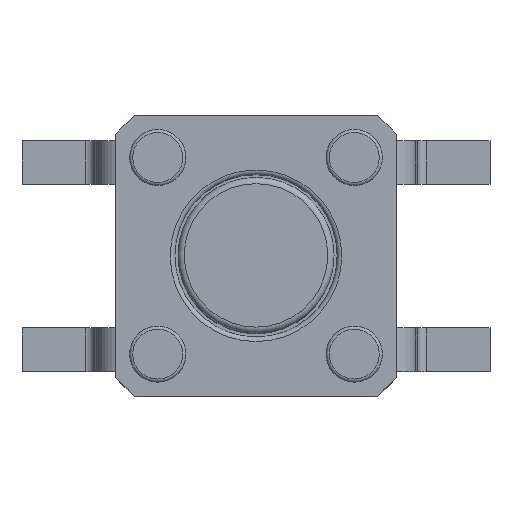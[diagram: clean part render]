
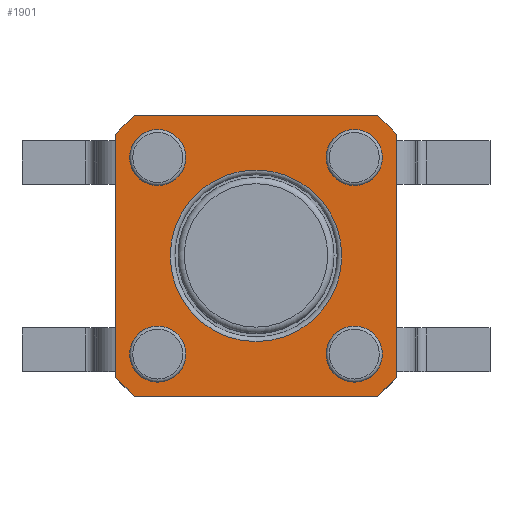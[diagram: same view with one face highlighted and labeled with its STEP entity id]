
A CAD part, top view. The second image highlights one B-rep face of the part: STEP entity #1901.
In plain terms, the highlighted planar face has unit normal (0, 0, 1).
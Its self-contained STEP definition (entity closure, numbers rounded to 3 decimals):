
#867 = VERTEX_POINT('',#868);
#868 = CARTESIAN_POINT('',(2.25,-1.95,3.));
#874 = EDGE_CURVE('',#867,#875,#877,.T.);
#875 = VERTEX_POINT('',#876);
#876 = CARTESIAN_POINT('',(1.95,-2.25,3.));
#877 = LINE('',#878,#879);
#878 = CARTESIAN_POINT('',(2.1,-2.1,3.));
#879 = VECTOR('',#880,1.);
#880 = DIRECTION('',(-0.707,-0.707,0.));
#898 = VERTEX_POINT('',#899);
#899 = CARTESIAN_POINT('',(-1.95,-2.25,3.));
#905 = EDGE_CURVE('',#898,#875,#906,.T.);
#906 = LINE('',#907,#908);
#907 = CARTESIAN_POINT('',(-2.25,-2.25,3.));
#908 = VECTOR('',#909,1.);
#909 = DIRECTION('',(1.,0.,0.));
#922 = VERTEX_POINT('',#923);
#923 = CARTESIAN_POINT('',(-2.25,-1.95,3.));
#929 = EDGE_CURVE('',#922,#898,#930,.T.);
#930 = LINE('',#931,#932);
#931 = CARTESIAN_POINT('',(-2.1,-2.1,3.));
#932 = VECTOR('',#933,1.);
#933 = DIRECTION('',(0.707,-0.707,0.));
#970 = VERTEX_POINT('',#971);
#971 = CARTESIAN_POINT('',(-2.25,1.95,3.));
#977 = EDGE_CURVE('',#970,#922,#978,.T.);
#978 = LINE('',#979,#980);
#979 = CARTESIAN_POINT('',(-2.25,2.25,3.));
#980 = VECTOR('',#981,1.);
#981 = DIRECTION('',(0.,-1.,0.));
#1394 = VERTEX_POINT('',#1395);
#1395 = CARTESIAN_POINT('',(-1.95,2.25,3.));
#1401 = EDGE_CURVE('',#1394,#970,#1402,.T.);
#1402 = LINE('',#1403,#1404);
#1403 = CARTESIAN_POINT('',(-2.1,2.1,3.));
#1404 = VECTOR('',#1405,1.);
#1405 = DIRECTION('',(-0.707,-0.707,0.));
#1418 = VERTEX_POINT('',#1419);
#1419 = CARTESIAN_POINT('',(1.95,2.25,3.));
#1425 = EDGE_CURVE('',#1418,#1394,#1426,.T.);
#1426 = LINE('',#1427,#1428);
#1427 = CARTESIAN_POINT('',(2.25,2.25,3.));
#1428 = VECTOR('',#1429,1.);
#1429 = DIRECTION('',(-1.,0.,0.));
#1442 = VERTEX_POINT('',#1443);
#1443 = CARTESIAN_POINT('',(2.25,1.95,3.));
#1449 = EDGE_CURVE('',#1442,#1418,#1450,.T.);
#1450 = LINE('',#1451,#1452);
#1451 = CARTESIAN_POINT('',(2.1,2.1,3.));
#1452 = VECTOR('',#1453,1.);
#1453 = DIRECTION('',(-0.707,0.707,0.));
#1490 = EDGE_CURVE('',#867,#1442,#1491,.T.);
#1491 = LINE('',#1492,#1493);
#1492 = CARTESIAN_POINT('',(2.25,-2.25,3.));
#1493 = VECTOR('',#1494,1.);
#1494 = DIRECTION('',(0.,1.,0.));
#1901 = ADVANCED_FACE('',(#1902,#1912,#1923,#1934,#1945,#1956),#1967,.T.
);
#1902 = FACE_BOUND('',#1903,.T.);
#1903 = EDGE_LOOP('',(#1904,#1905,#1906,#1907,#1908,#1909,#1910,#1911));
#1904 = ORIENTED_EDGE('',*,*,#1490,.T.);
#1905 = ORIENTED_EDGE('',*,*,#1449,.T.);
#1906 = ORIENTED_EDGE('',*,*,#1425,.T.);
#1907 = ORIENTED_EDGE('',*,*,#1401,.T.);
#1908 = ORIENTED_EDGE('',*,*,#977,.T.);
#1909 = ORIENTED_EDGE('',*,*,#929,.T.);
#1910 = ORIENTED_EDGE('',*,*,#905,.T.);
#1911 = ORIENTED_EDGE('',*,*,#874,.F.);
#1912 = FACE_BOUND('',#1913,.T.);
#1913 = EDGE_LOOP('',(#1914));
#1914 = ORIENTED_EDGE('',*,*,#1915,.T.);
#1915 = EDGE_CURVE('',#1916,#1916,#1918,.T.);
#1916 = VERTEX_POINT('',#1917);
#1917 = CARTESIAN_POINT('',(1.575,2.025,3.));
#1918 = CIRCLE('',#1919,0.45);
#1919 = AXIS2_PLACEMENT_3D('',#1920,#1921,#1922);
#1920 = CARTESIAN_POINT('',(1.575,1.575,3.));
#1921 = DIRECTION('',(0.,0.,-1.));
#1922 = DIRECTION('',(0.,1.,0.));
#1923 = FACE_BOUND('',#1924,.T.);
#1924 = EDGE_LOOP('',(#1925));
#1925 = ORIENTED_EDGE('',*,*,#1926,.T.);
#1926 = EDGE_CURVE('',#1927,#1927,#1929,.T.);
#1927 = VERTEX_POINT('',#1928);
#1928 = CARTESIAN_POINT('',(0.,1.375,3.));
#1929 = CIRCLE('',#1930,1.375);
#1930 = AXIS2_PLACEMENT_3D('',#1931,#1932,#1933);
#1931 = CARTESIAN_POINT('',(0.,0.,3.));
#1932 = DIRECTION('',(0.,0.,-1.));
#1933 = DIRECTION('',(0.,1.,0.));
#1934 = FACE_BOUND('',#1935,.T.);
#1935 = EDGE_LOOP('',(#1936));
#1936 = ORIENTED_EDGE('',*,*,#1937,.T.);
#1937 = EDGE_CURVE('',#1938,#1938,#1940,.T.);
#1938 = VERTEX_POINT('',#1939);
#1939 = CARTESIAN_POINT('',(1.575,-2.025,3.));
#1940 = CIRCLE('',#1941,0.45);
#1941 = AXIS2_PLACEMENT_3D('',#1942,#1943,#1944);
#1942 = CARTESIAN_POINT('',(1.575,-1.575,3.));
#1943 = DIRECTION('',(0.,0.,-1.));
#1944 = DIRECTION('',(0.,-1.,0.));
#1945 = FACE_BOUND('',#1946,.T.);
#1946 = EDGE_LOOP('',(#1947));
#1947 = ORIENTED_EDGE('',*,*,#1948,.T.);
#1948 = EDGE_CURVE('',#1949,#1949,#1951,.T.);
#1949 = VERTEX_POINT('',#1950);
#1950 = CARTESIAN_POINT('',(-1.575,-2.025,3.));
#1951 = CIRCLE('',#1952,0.45);
#1952 = AXIS2_PLACEMENT_3D('',#1953,#1954,#1955);
#1953 = CARTESIAN_POINT('',(-1.575,-1.575,3.));
#1954 = DIRECTION('',(0.,0.,-1.));
#1955 = DIRECTION('',(0.,-1.,0.));
#1956 = FACE_BOUND('',#1957,.T.);
#1957 = EDGE_LOOP('',(#1958));
#1958 = ORIENTED_EDGE('',*,*,#1959,.T.);
#1959 = EDGE_CURVE('',#1960,#1960,#1962,.T.);
#1960 = VERTEX_POINT('',#1961);
#1961 = CARTESIAN_POINT('',(-1.575,2.025,3.));
#1962 = CIRCLE('',#1963,0.45);
#1963 = AXIS2_PLACEMENT_3D('',#1964,#1965,#1966);
#1964 = CARTESIAN_POINT('',(-1.575,1.575,3.));
#1965 = DIRECTION('',(0.,0.,-1.));
#1966 = DIRECTION('',(0.,1.,0.));
#1967 = PLANE('',#1968);
#1968 = AXIS2_PLACEMENT_3D('',#1969,#1970,#1971);
#1969 = CARTESIAN_POINT('',(0.,0.,3.));
#1970 = DIRECTION('',(0.,0.,1.));
#1971 = DIRECTION('',(0.,1.,0.));
